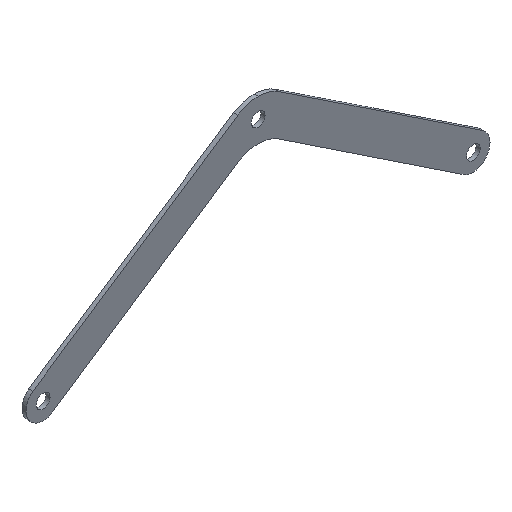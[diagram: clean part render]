
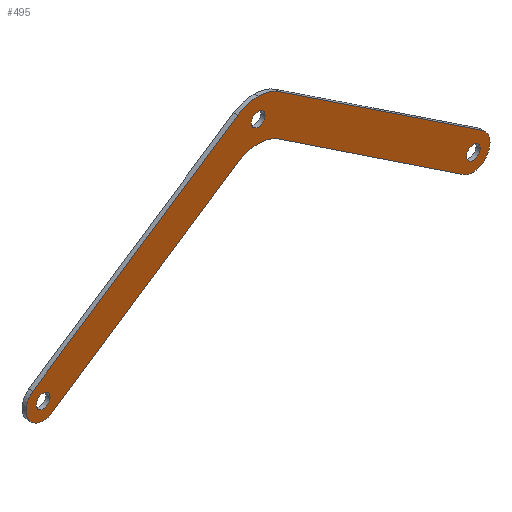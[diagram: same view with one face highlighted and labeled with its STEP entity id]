
A CAD part, isometric view. The second image highlights one B-rep face of the part: STEP entity #495.
In plain terms, the highlighted planar face has unit normal (0, -1, 0).
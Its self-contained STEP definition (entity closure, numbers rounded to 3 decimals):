
#42=CARTESIAN_POINT('',(314.158,-3.,0.466));
#43=VERTEX_POINT('',#42);
#50=CARTESIAN_POINT('',(179.197,-3.,90.459));
#51=VERTEX_POINT('',#50);
#52=CARTESIAN_POINT('',(314.158,-3.,0.466));
#53=DIRECTION('',(-0.832,0.,0.555));
#54=VECTOR('',#53,162.214);
#55=LINE('',#52,#54);
#56=EDGE_CURVE('',#43,#51,#55,.T.);
#81=CARTESIAN_POINT('',(330.046,-3.,20.155));
#82=VERTEX_POINT('',#81);
#89=CARTESIAN_POINT('',(322.102,-3.,10.31));
#90=DIRECTION('',(0.,-1.,0.));
#91=DIRECTION('',(0.,0.,-1.));
#92=AXIS2_PLACEMENT_3D('',#89,#90,#91);
#93=CIRCLE('',#92,12.65);
#94=EDGE_CURVE('',#43,#82,#93,.T.);
#113=CARTESIAN_POINT('',(179.959,-3.,120.026));
#114=VERTEX_POINT('',#113);
#121=CARTESIAN_POINT('',(179.959,-3.,120.026));
#122=DIRECTION('',(0.833,0.,-0.554));
#123=VECTOR('',#122,180.278);
#124=LINE('',#121,#123);
#125=EDGE_CURVE('',#114,#82,#124,.T.);
#138=CARTESIAN_POINT('',(165.,-3.,124.379));
#139=VERTEX_POINT('',#138);
#146=CARTESIAN_POINT('',(165.,-3.,96.499));
#147=DIRECTION('',(0.,-1.,0.));
#148=DIRECTION('',(0.,0.,-1.));
#149=AXIS2_PLACEMENT_3D('',#146,#147,#148);
#150=CIRCLE('',#149,27.88);
#151=EDGE_CURVE('',#114,#139,#150,.T.);
#179=CARTESIAN_POINT('',(0.,-3.,20.));
#180=VERTEX_POINT('',#179);
#187=CARTESIAN_POINT('',(150.,-3.,120.));
#188=VERTEX_POINT('',#187);
#189=CARTESIAN_POINT('',(0.,-3.,20.));
#190=DIRECTION('',(0.832,0.,0.555));
#191=VECTOR('',#190,180.278);
#192=LINE('',#189,#191);
#193=EDGE_CURVE('',#180,#188,#192,.T.);
#218=CARTESIAN_POINT('',(15.063,-3.,-0.116));
#219=VERTEX_POINT('',#218);
#226=CARTESIAN_POINT('',(7.531,-3.,9.942));
#227=DIRECTION('',(0.,-1.,0.));
#228=DIRECTION('',(0.,0.,-1.));
#229=AXIS2_PLACEMENT_3D('',#226,#227,#228);
#230=CIRCLE('',#229,12.565);
#231=EDGE_CURVE('',#180,#219,#230,.T.);
#250=CARTESIAN_POINT('',(150.,-3.,89.842));
#251=VERTEX_POINT('',#250);
#258=CARTESIAN_POINT('',(150.,-3.,89.842));
#259=DIRECTION('',(-0.832,0.,-0.555));
#260=VECTOR('',#259,162.174);
#261=LINE('',#258,#260);
#262=EDGE_CURVE('',#251,#219,#261,.T.);
#275=CARTESIAN_POINT('',(322.554,-3.,15.149));
#276=VERTEX_POINT('',#275);
#300=CARTESIAN_POINT('',(322.554,-3.,5.149));
#301=VERTEX_POINT('',#300);
#302=CARTESIAN_POINT('',(322.554,-3.,10.149));
#303=DIRECTION('',(0.,-1.,0.));
#304=DIRECTION('',(0.,0.,-1.));
#305=AXIS2_PLACEMENT_3D('',#302,#303,#304);
#306=CIRCLE('',#305,5.);
#307=EDGE_CURVE('',#276,#301,#306,.T.);
#309=CARTESIAN_POINT('',(322.554,-3.,10.149));
#310=DIRECTION('',(0.,-1.,0.));
#311=DIRECTION('',(0.,0.,-1.));
#312=AXIS2_PLACEMENT_3D('',#309,#310,#311);
#313=CIRCLE('',#312,5.);
#314=EDGE_CURVE('',#301,#276,#313,.T.);
#326=CARTESIAN_POINT('',(7.531,-3.,14.942));
#327=VERTEX_POINT('',#326);
#351=CARTESIAN_POINT('',(7.531,-3.,4.942));
#352=VERTEX_POINT('',#351);
#353=CARTESIAN_POINT('',(7.531,-3.,9.942));
#354=DIRECTION('',(0.,-1.,0.));
#355=DIRECTION('',(0.,0.,-1.));
#356=AXIS2_PLACEMENT_3D('',#353,#354,#355);
#357=CIRCLE('',#356,5.);
#358=EDGE_CURVE('',#327,#352,#357,.T.);
#360=CARTESIAN_POINT('',(7.531,-3.,9.942));
#361=DIRECTION('',(0.,-1.,0.));
#362=DIRECTION('',(0.,0.,-1.));
#363=AXIS2_PLACEMENT_3D('',#360,#361,#362);
#364=CIRCLE('',#363,5.);
#365=EDGE_CURVE('',#352,#327,#364,.T.);
#377=CARTESIAN_POINT('',(165.083,-3.,94.411));
#378=VERTEX_POINT('',#377);
#393=CARTESIAN_POINT('',(165.083,-3.,67.235));
#394=DIRECTION('',(0.,-1.,0.));
#395=DIRECTION('',(0.,0.,-1.));
#396=AXIS2_PLACEMENT_3D('',#393,#394,#395);
#397=CIRCLE('',#396,27.176);
#398=EDGE_CURVE('',#51,#378,#397,.T.);
#410=CARTESIAN_POINT('',(165.,-3.,114.948));
#411=VERTEX_POINT('',#410);
#435=CARTESIAN_POINT('',(165.,-3.,104.948));
#436=VERTEX_POINT('',#435);
#437=CARTESIAN_POINT('',(165.,-3.,109.948));
#438=DIRECTION('',(0.,-1.,0.));
#439=DIRECTION('',(0.,0.,-1.));
#440=AXIS2_PLACEMENT_3D('',#437,#438,#439);
#441=CIRCLE('',#440,5.);
#442=EDGE_CURVE('',#411,#436,#441,.T.);
#444=CARTESIAN_POINT('',(165.,-3.,109.948));
#445=DIRECTION('',(0.,-1.,0.));
#446=DIRECTION('',(0.,0.,-1.));
#447=AXIS2_PLACEMENT_3D('',#444,#445,#446);
#448=CIRCLE('',#447,5.);
#449=EDGE_CURVE('',#436,#411,#448,.T.);
#454=CARTESIAN_POINT('',(0.,-3.,0.));
#455=DIRECTION('',(0.,-1.,0.));
#456=DIRECTION('',(1.,0.,0.));
#457=AXIS2_PLACEMENT_3D('',#454,#455,#456);
#458=PLANE('',#457);
#459=ORIENTED_EDGE('',*,*,#56,.F.);
#460=ORIENTED_EDGE('',*,*,#94,.T.);
#461=ORIENTED_EDGE('',*,*,#125,.F.);
#462=ORIENTED_EDGE('',*,*,#151,.T.);
#463=CARTESIAN_POINT('',(165.,-3.,96.499));
#464=DIRECTION('',(0.,-1.,0.));
#465=DIRECTION('',(0.,0.,-1.));
#466=AXIS2_PLACEMENT_3D('',#463,#464,#465);
#467=CIRCLE('',#466,27.88);
#468=EDGE_CURVE('',#139,#188,#467,.T.);
#469=ORIENTED_EDGE('',*,*,#468,.T.);
#470=ORIENTED_EDGE('',*,*,#193,.F.);
#471=ORIENTED_EDGE('',*,*,#231,.T.);
#472=ORIENTED_EDGE('',*,*,#262,.F.);
#473=CARTESIAN_POINT('',(165.083,-3.,67.235));
#474=DIRECTION('',(0.,-1.,0.));
#475=DIRECTION('',(0.,0.,-1.));
#476=AXIS2_PLACEMENT_3D('',#473,#474,#475);
#477=CIRCLE('',#476,27.176);
#478=EDGE_CURVE('',#378,#251,#477,.T.);
#479=ORIENTED_EDGE('',*,*,#478,.F.);
#480=ORIENTED_EDGE('',*,*,#398,.F.);
#481=EDGE_LOOP('',(#459,#460,#461,#462,#469,#470,#471,#472,#479,#480));
#482=FACE_BOUND('',#481,.T.);
#483=ORIENTED_EDGE('',*,*,#358,.F.);
#484=ORIENTED_EDGE('',*,*,#365,.F.);
#485=EDGE_LOOP('',(#483,#484));
#486=FACE_BOUND('',#485,.T.);
#487=ORIENTED_EDGE('',*,*,#307,.F.);
#488=ORIENTED_EDGE('',*,*,#314,.F.);
#489=EDGE_LOOP('',(#487,#488));
#490=FACE_BOUND('',#489,.T.);
#491=ORIENTED_EDGE('',*,*,#442,.F.);
#492=ORIENTED_EDGE('',*,*,#449,.F.);
#493=EDGE_LOOP('',(#491,#492));
#494=FACE_BOUND('',#493,.T.);
#495=ADVANCED_FACE('',(#482,#486,#490,#494),#458,.T.);
